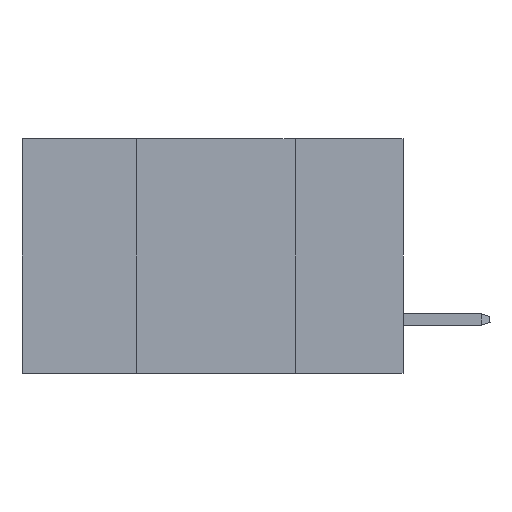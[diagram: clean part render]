
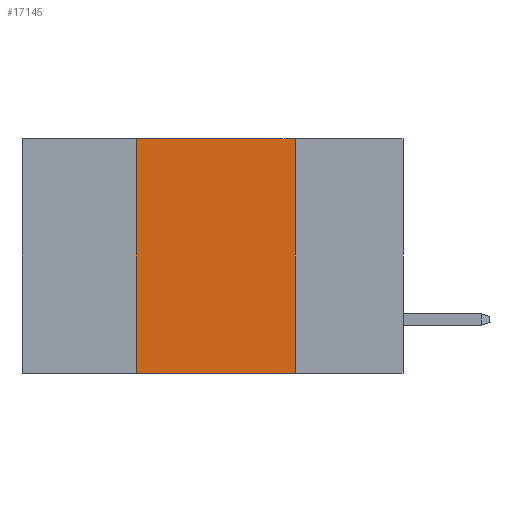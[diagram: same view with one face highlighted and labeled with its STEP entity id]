
A CAD part, left-side view. The second image highlights one B-rep face of the part: STEP entity #17145.
In plain terms, the highlighted planar face has unit normal (-1, 0, 0).
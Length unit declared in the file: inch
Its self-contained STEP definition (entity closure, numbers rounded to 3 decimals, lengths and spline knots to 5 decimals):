
#128 = LINE ( 'NONE', #1311, #16999 ) ;
#427 = LINE ( 'NONE', #3503, #1979 ) ;
#929 = EDGE_CURVE ( 'NONE', #18276, #17053, #128, .T. ) ;
#1140 = CARTESIAN_POINT ( 'NONE',  ( 0., 0.6, -0.37 ) ) ;
#1311 = CARTESIAN_POINT ( 'NONE',  ( 0., 0.17, 0. ) ) ;
#1401 = VERTEX_POINT ( 'NONE', #17168 ) ;
#1736 = ORIENTED_EDGE ( 'NONE', *, *, #18571, .T. ) ;
#1768 = CARTESIAN_POINT ( 'NONE',  ( 0., 0.6, 0. ) ) ;
#1905 = CARTESIAN_POINT ( 'NONE',  ( 0., 0.42, 0. ) ) ;
#1979 = VECTOR ( 'NONE', #12643, 39.37008 ) ;
#2352 = CARTESIAN_POINT ( 'NONE',  ( 0., 0.42, -0.37 ) ) ;
#3503 = CARTESIAN_POINT ( 'NONE',  ( 0., 0.6, 0. ) ) ;
#5309 = VECTOR ( 'NONE', #16500, 39.37008 ) ;
#5988 = LINE ( 'NONE', #1140, #5309 ) ;
#6492 = DIRECTION ( 'NONE',  ( 1., 0., 0. ) ) ;
#7927 = DIRECTION ( 'NONE',  ( 0., 0., 1. ) ) ;
#8281 = ORIENTED_EDGE ( 'NONE', *, *, #11335, .F. ) ;
#9578 = CARTESIAN_POINT ( 'NONE',  ( 0., 0.17, -0.37 ) ) ;
#9723 = VERTEX_POINT ( 'NONE', #2352 ) ;
#10959 = FACE_OUTER_BOUND ( 'NONE', #16840, .T. ) ;
#11282 = EDGE_CURVE ( 'NONE', #9723, #1401, #16850, .T. ) ;
#11335 = EDGE_CURVE ( 'NONE', #1401, #18276, #427, .T. ) ;
#12227 = DIRECTION ( 'NONE',  ( 0., 0., -1. ) ) ;
#12643 = DIRECTION ( 'NONE',  ( 0., -1., 0. ) ) ;
#13784 = CARTESIAN_POINT ( 'NONE',  ( 0., 0.17, 0. ) ) ;
#14933 = ORIENTED_EDGE ( 'NONE', *, *, #929, .F. ) ;
#15296 = ORIENTED_EDGE ( 'NONE', *, *, #11282, .F. ) ;
#16500 = DIRECTION ( 'NONE',  ( 0., -1., 0. ) ) ;
#16711 = PLANE ( 'NONE',  #18746 ) ;
#16840 = EDGE_LOOP ( 'NONE', ( #14933, #8281, #15296, #1736 ) ) ;
#16850 = LINE ( 'NONE', #1905, #18344 ) ;
#16999 = VECTOR ( 'NONE', #19322, 39.37008 ) ;
#17053 = VERTEX_POINT ( 'NONE', #9578 ) ;
#17145 = ADVANCED_FACE ( 'NONE', ( #10959 ), #16711, .F. ) ;
#17168 = CARTESIAN_POINT ( 'NONE',  ( 0., 0.42, 0. ) ) ;
#18276 = VERTEX_POINT ( 'NONE', #13784 ) ;
#18344 = VECTOR ( 'NONE', #7927, 39.37008 ) ;
#18571 = EDGE_CURVE ( 'NONE', #9723, #17053, #5988, .T. ) ;
#18746 = AXIS2_PLACEMENT_3D ( 'NONE', #1768, #6492, #12227 ) ;
#19322 = DIRECTION ( 'NONE',  ( 0., 0., -1. ) ) ;
